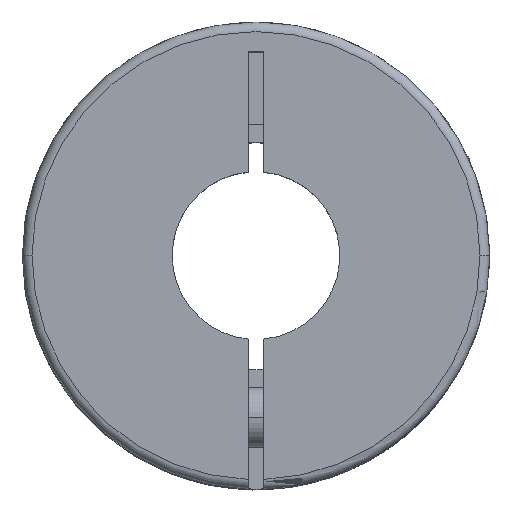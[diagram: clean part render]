
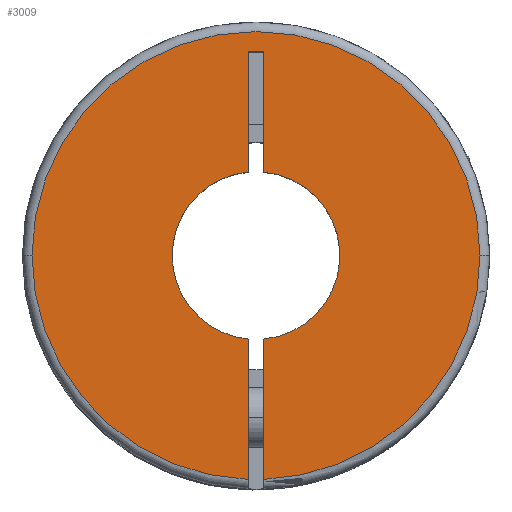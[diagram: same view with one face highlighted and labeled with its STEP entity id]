
A CAD part, top view. The second image highlights one B-rep face of the part: STEP entity #3009.
In plain terms, the highlighted planar face has unit normal (0, 0, 1).
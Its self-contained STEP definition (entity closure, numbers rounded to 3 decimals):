
#38 = VERTEX_POINT ( 'NONE', #2878 ) ;
#64 = VERTEX_POINT ( 'NONE', #2002 ) ;
#85 = DIRECTION ( 'NONE',  ( 0., 0., -1. ) ) ;
#150 = ORIENTED_EDGE ( 'NONE', *, *, #1686, .T. ) ;
#178 = CARTESIAN_POINT ( 'NONE',  ( -0.65, -6.97, 0. ) ) ;
#206 = CARTESIAN_POINT ( 'NONE',  ( 0.65, -19.5, 0. ) ) ;
#210 = DIRECTION ( 'NONE',  ( -1., 0., 0. ) ) ;
#244 = DIRECTION ( 'NONE',  ( 0., 1., 0. ) ) ;
#292 = EDGE_CURVE ( 'NONE', #1623, #3487, #1574, .T. ) ;
#309 = ORIENTED_EDGE ( 'NONE', *, *, #2252, .F. ) ;
#313 = CIRCLE ( 'NONE', #1665, 18.7 ) ;
#315 = DIRECTION ( 'NONE',  ( 0., -1., 0. ) ) ;
#342 = CARTESIAN_POINT ( 'NONE',  ( 0.65, 17., 0. ) ) ;
#389 = VERTEX_POINT ( 'NONE', #3793 ) ;
#432 = CARTESIAN_POINT ( 'NONE',  ( -18.7, 0., 0. ) ) ;
#455 = EDGE_CURVE ( 'NONE', #3487, #64, #3897, .T. ) ;
#537 = CARTESIAN_POINT ( 'NONE',  ( 0., 0., 0. ) ) ;
#593 = VERTEX_POINT ( 'NONE', #1788 ) ;
#613 = CARTESIAN_POINT ( 'NONE',  ( 0., 0., 0. ) ) ;
#627 = CARTESIAN_POINT ( 'NONE',  ( -0.65, 17., 0. ) ) ;
#638 = CIRCLE ( 'NONE', #2718, 7. ) ;
#655 = EDGE_CURVE ( 'NONE', #3262, #38, #1921, .T. ) ;
#767 = CIRCLE ( 'NONE', #2779, 18.7 ) ;
#815 = CARTESIAN_POINT ( 'NONE',  ( -0.65, 17., 0. ) ) ;
#841 = DIRECTION ( 'NONE',  ( 0., -1., 0. ) ) ;
#868 = VERTEX_POINT ( 'NONE', #1566 ) ;
#876 = EDGE_CURVE ( 'NONE', #389, #3262, #313, .T. ) ;
#898 = AXIS2_PLACEMENT_3D ( 'NONE', #3613, #2953, #1435 ) ;
#1018 = VECTOR ( 'NONE', #2166, 1000. ) ;
#1077 = LINE ( 'NONE', #3023, #4022 ) ;
#1078 = ORIENTED_EDGE ( 'NONE', *, *, #292, .F. ) ;
#1083 = VERTEX_POINT ( 'NONE', #2924 ) ;
#1164 = AXIS2_PLACEMENT_3D ( 'NONE', #537, #3950, #3012 ) ;
#1218 = VECTOR ( 'NONE', #841, 1000. ) ;
#1270 = CARTESIAN_POINT ( 'NONE',  ( 0.65, 17., 0. ) ) ;
#1291 = CIRCLE ( 'NONE', #1164, 7. ) ;
#1422 = EDGE_CURVE ( 'NONE', #868, #64, #3817, .T. ) ;
#1435 = DIRECTION ( 'NONE',  ( -1., 0., 0. ) ) ;
#1478 = ORIENTED_EDGE ( 'NONE', *, *, #1422, .T. ) ;
#1566 = CARTESIAN_POINT ( 'NONE',  ( -7., 0., 0. ) ) ;
#1574 = LINE ( 'NONE', #342, #1018 ) ;
#1623 = VERTEX_POINT ( 'NONE', #1270 ) ;
#1665 = AXIS2_PLACEMENT_3D ( 'NONE', #613, #3666, #2109 ) ;
#1686 = EDGE_CURVE ( 'NONE', #2290, #1083, #638, .T. ) ;
#1778 = DIRECTION ( 'NONE',  ( 0., 1., 0. ) ) ;
#1788 = CARTESIAN_POINT ( 'NONE',  ( 0.65, -18.689, 0. ) ) ;
#1807 = EDGE_CURVE ( 'NONE', #38, #593, #767, .T. ) ;
#1833 = EDGE_CURVE ( 'NONE', #2465, #868, #1291, .T. ) ;
#1921 = CIRCLE ( 'NONE', #3750, 18.7 ) ;
#1989 = DIRECTION ( 'NONE',  ( -1., 0., 0. ) ) ;
#2002 = CARTESIAN_POINT ( 'NONE',  ( -0.65, 6.97, 0. ) ) ;
#2040 = ORIENTED_EDGE ( 'NONE', *, *, #1807, .F. ) ;
#2109 = DIRECTION ( 'NONE',  ( -1., 0., 0. ) ) ;
#2141 = EDGE_CURVE ( 'NONE', #593, #1083, #3334, .T. ) ;
#2148 = EDGE_CURVE ( 'NONE', #2290, #1623, #1077, .T. ) ;
#2166 = DIRECTION ( 'NONE',  ( -1., 0., 0. ) ) ;
#2204 = EDGE_LOOP ( 'NONE', ( #2679, #309, #2253, #1478, #2896, #1078, #3236, #150, #3004, #2040, #3449 ) ) ;
#2252 = EDGE_CURVE ( 'NONE', #2465, #389, #3409, .T. ) ;
#2253 = ORIENTED_EDGE ( 'NONE', *, *, #1833, .T. ) ;
#2254 = CARTESIAN_POINT ( 'NONE',  ( 0., 0., 0. ) ) ;
#2290 = VERTEX_POINT ( 'NONE', #3725 ) ;
#2400 = CARTESIAN_POINT ( 'NONE',  ( 0., 0., 0. ) ) ;
#2422 = DIRECTION ( 'NONE',  ( -1., 0., 0. ) ) ;
#2465 = VERTEX_POINT ( 'NONE', #178 ) ;
#2506 = VECTOR ( 'NONE', #3662, 1000. ) ;
#2647 = DIRECTION ( 'NONE',  ( 0., 0., -1. ) ) ;
#2679 = ORIENTED_EDGE ( 'NONE', *, *, #876, .F. ) ;
#2718 = AXIS2_PLACEMENT_3D ( 'NONE', #2254, #85, #1989 ) ;
#2728 = DIRECTION ( 'NONE',  ( 0., 0., -1. ) ) ;
#2731 = FACE_OUTER_BOUND ( 'NONE', #2204, .T. ) ;
#2779 = AXIS2_PLACEMENT_3D ( 'NONE', #3667, #2728, #2422 ) ;
#2878 = CARTESIAN_POINT ( 'NONE',  ( 18.7, 0., 0. ) ) ;
#2896 = ORIENTED_EDGE ( 'NONE', *, *, #455, .F. ) ;
#2924 = CARTESIAN_POINT ( 'NONE',  ( 0.65, -6.97, 0. ) ) ;
#2953 = DIRECTION ( 'NONE',  ( 0., 0., -1. ) ) ;
#3004 = ORIENTED_EDGE ( 'NONE', *, *, #2141, .F. ) ;
#3009 = ADVANCED_FACE ( 'NONE', ( #2731 ), #3972, .F. ) ;
#3012 = DIRECTION ( 'NONE',  ( -1., 0., 0. ) ) ;
#3023 = CARTESIAN_POINT ( 'NONE',  ( 0.65, -19.5, 0. ) ) ;
#3088 = CARTESIAN_POINT ( 'NONE',  ( 0., 0., 0. ) ) ;
#3236 = ORIENTED_EDGE ( 'NONE', *, *, #2148, .F. ) ;
#3262 = VERTEX_POINT ( 'NONE', #432 ) ;
#3334 = LINE ( 'NONE', #206, #3824 ) ;
#3396 = DIRECTION ( 'NONE',  ( 0., 0., -1. ) ) ;
#3409 = LINE ( 'NONE', #3983, #2506 ) ;
#3449 = ORIENTED_EDGE ( 'NONE', *, *, #655, .F. ) ;
#3487 = VERTEX_POINT ( 'NONE', #627 ) ;
#3613 = CARTESIAN_POINT ( 'NONE',  ( 0., 0., 0. ) ) ;
#3662 = DIRECTION ( 'NONE',  ( 0., -1., 0. ) ) ;
#3666 = DIRECTION ( 'NONE',  ( 0., 0., -1. ) ) ;
#3667 = CARTESIAN_POINT ( 'NONE',  ( 0., 0., 0. ) ) ;
#3725 = CARTESIAN_POINT ( 'NONE',  ( 0.65, 6.97, 0. ) ) ;
#3750 = AXIS2_PLACEMENT_3D ( 'NONE', #2400, #2647, #210 ) ;
#3793 = CARTESIAN_POINT ( 'NONE',  ( -0.65, -18.689, 0. ) ) ;
#3817 = CIRCLE ( 'NONE', #898, 7. ) ;
#3824 = VECTOR ( 'NONE', #1778, 1000. ) ;
#3842 = AXIS2_PLACEMENT_3D ( 'NONE', #3088, #3396, #315 ) ;
#3897 = LINE ( 'NONE', #815, #1218 ) ;
#3950 = DIRECTION ( 'NONE',  ( 0., 0., -1. ) ) ;
#3972 = PLANE ( 'NONE',  #3842 ) ;
#3983 = CARTESIAN_POINT ( 'NONE',  ( -0.65, 17., 0. ) ) ;
#4022 = VECTOR ( 'NONE', #244, 1000. ) ;
